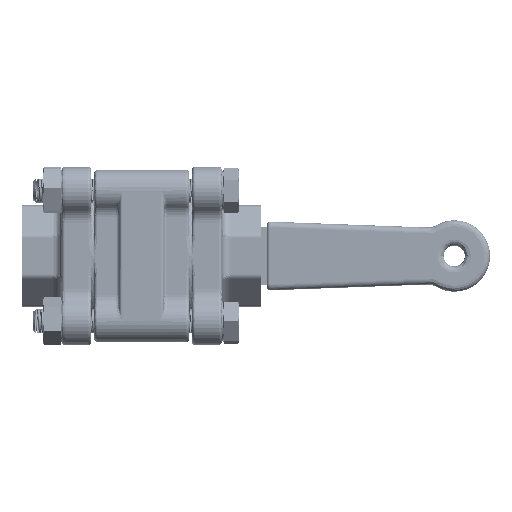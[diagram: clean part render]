
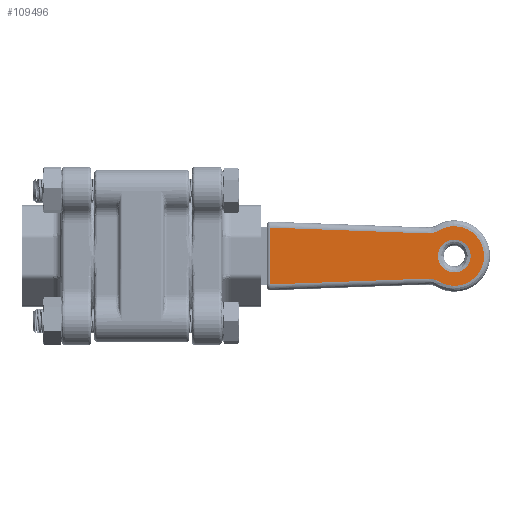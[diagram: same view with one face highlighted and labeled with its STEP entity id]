
A CAD part, front view. The second image highlights one B-rep face of the part: STEP entity #109496.
In plain terms, the highlighted planar face has unit normal (0, -1, 0).
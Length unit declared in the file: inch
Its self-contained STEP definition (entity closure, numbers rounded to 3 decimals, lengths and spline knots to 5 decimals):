
#723 = VERTEX_POINT ( 'NONE', #137140 ) ;
#1101 = ORIENTED_EDGE ( 'NONE', *, *, #83221, .F. ) ;
#1748 = EDGE_CURVE ( 'NONE', #53104, #79625, #54007, .T. ) ;
#2290 = CARTESIAN_POINT ( 'NONE',  ( 4.92126, 1.08268, -0.3937 ) ) ;
#2775 = ORIENTED_EDGE ( 'NONE', *, *, #1748, .F. ) ;
#4428 = EDGE_CURVE ( 'NONE', #108344, #41895, #97185, .T. ) ;
#6501 = VECTOR ( 'NONE', #110506, 39.37008 ) ;
#6612 = DIRECTION ( 'NONE',  ( 0., 1., 0. ) ) ;
#7486 = CARTESIAN_POINT ( 'NONE',  ( 4.13386, 1.08268, 0.21654 ) ) ;
#10744 = CARTESIAN_POINT ( 'NONE',  ( 4.13386, 1.08268, 0.3937 ) ) ;
#14519 = EDGE_LOOP ( 'NONE', ( #121170, #162562, #39973, #37949, #32133, #2775, #35068, #1101, #129676 ) ) ;
#20587 = CARTESIAN_POINT ( 'NONE',  ( 3.77971, 1.08268, -0.29875 ) ) ;
#22110 = CARTESIAN_POINT ( 'NONE',  ( 3.93153, 1.08268, -0.33773 ) ) ;
#25266 = EDGE_CURVE ( 'NONE', #67730, #58944, #88810, .T. ) ;
#25511 = CARTESIAN_POINT ( 'NONE',  ( 1.69291, 1.08268, 0.37599 ) ) ;
#32133 = ORIENTED_EDGE ( 'NONE', *, *, #65716, .F. ) ;
#32184 = CARTESIAN_POINT ( 'NONE',  ( 3.70079, 1.08268, 0.21654 ) ) ;
#33610 = CARTESIAN_POINT ( 'NONE',  ( 3.93153, 1.08268, 0.33773 ) ) ;
#35068 = ORIENTED_EDGE ( 'NONE', *, *, #144722, .F. ) ;
#35091 = CARTESIAN_POINT ( 'NONE',  ( 3.88847, 1.08268, -0.31194 ) ) ;
#37118 = CARTESIAN_POINT ( 'NONE',  ( 4.56693, 1.08268, -0.21654 ) ) ;
#37949 = ORIENTED_EDGE ( 'NONE', *, *, #88127, .F. ) ;
#39973 = ORIENTED_EDGE ( 'NONE', *, *, #25266, .F. ) ;
#40149 = DIRECTION ( 'NONE',  ( 0., 0., 1. ) ) ;
#40956 = EDGE_CURVE ( 'NONE', #41895, #108344, #71148, .T. ) ;
#41895 = VERTEX_POINT ( 'NONE', #91015 ) ;
#46189 = CARTESIAN_POINT ( 'NONE',  ( 4.13386, 1.08268, 0.21654 ) ) ;
#51091 = VECTOR ( 'NONE', #140721, 39.37008 ) ;
#53104 = VERTEX_POINT ( 'NONE', #104264 ) ;
#54007 =( BOUNDED_CURVE ( )  B_SPLINE_CURVE ( 3, ( #79284, #157286, #2290, #143266 ),
 .UNSPECIFIED., .F., .F. ) 
 B_SPLINE_CURVE_WITH_KNOTS ( ( 4, 4 ),
 ( 0., 1. ),
 .UNSPECIFIED. ) 
 CURVE ( )  GEOMETRIC_REPRESENTATION_ITEM ( )  RATIONAL_B_SPLINE_CURVE ( ( 1., 0.333, 0.333, 1. ) ) 
 REPRESENTATION_ITEM ( '' )  );
#56306 = CARTESIAN_POINT ( 'NONE',  ( 3.77971, 1.08268, -0.29875 ) ) ;
#58888 = CARTESIAN_POINT ( 'NONE',  ( 3.88544, 1.08268, 0.31012 ) ) ;
#58944 = VERTEX_POINT ( 'NONE', #56306 ) ;
#61865 = CARTESIAN_POINT ( 'NONE',  ( 4.13386, 1.08268, 0.21654 ) ) ;
#62928 = CARTESIAN_POINT ( 'NONE',  ( 4.13386, 1.08268, -0.21654 ) ) ;
#64788 = CARTESIAN_POINT ( 'NONE',  ( 3.7899, 1.08268, -0.29856 ) ) ;
#64907 = CARTESIAN_POINT ( 'NONE',  ( 3.7865, 1.08268, -0.29856 ) ) ;
#65716 = EDGE_CURVE ( 'NONE', #79625, #83665, #128405, .T. ) ;
#67730 = VERTEX_POINT ( 'NONE', #64788 ) ;
#67808 = CARTESIAN_POINT ( 'NONE',  ( 3.8334, 1.08268, 0.29676 ) ) ;
#68118 = VERTEX_POINT ( 'NONE', #146215 ) ;
#71148 =( BOUNDED_CURVE ( )  B_SPLINE_CURVE ( 3, ( #62928, #37118, #101103, #61865 ),
 .UNSPECIFIED., .F., .F. ) 
 B_SPLINE_CURVE_WITH_KNOTS ( ( 4, 4 ),
 ( 0., 1. ),
 .UNSPECIFIED. ) 
 CURVE ( )  GEOMETRIC_REPRESENTATION_ITEM ( )  RATIONAL_B_SPLINE_CURVE ( ( 1., 0.333, 0.333, 1. ) ) 
 REPRESENTATION_ITEM ( '' )  );
#76994 = CARTESIAN_POINT ( 'NONE',  ( 1.69291, 1.08268, 0.37599 ) ) ;
#79284 = CARTESIAN_POINT ( 'NONE',  ( 4.13386, 1.08268, 0.3937 ) ) ;
#79625 = VERTEX_POINT ( 'NONE', #136759 ) ;
#83044 = DIRECTION ( 'NONE',  ( 0., 0., 1. ) ) ;
#83221 = EDGE_CURVE ( 'NONE', #68118, #126151, #127076, .T. ) ;
#83665 = VERTEX_POINT ( 'NONE', #157156 ) ;
#85666 = CARTESIAN_POINT ( 'NONE',  ( 3.7899, 1.08268, -0.29856 ) ) ;
#86995 = LINE ( 'NONE', #20587, #6501 ) ;
#88127 = EDGE_CURVE ( 'NONE', #83665, #67730, #162044, .T. ) ;
#88810 =( BOUNDED_CURVE ( )  B_SPLINE_CURVE ( 3, ( #90753, #64907, #153688, #126848 ),
 .UNSPECIFIED., .F., .F. ) 
 B_SPLINE_CURVE_WITH_KNOTS ( ( 4, 4 ),
 ( 0., 1. ),
 .UNSPECIFIED. ) 
 CURVE ( )  GEOMETRIC_REPRESENTATION_ITEM ( )  RATIONAL_B_SPLINE_CURVE ( ( 1., 1., 1., 1. ) ) 
 REPRESENTATION_ITEM ( '' )  );
#90753 = CARTESIAN_POINT ( 'NONE',  ( 3.7899, 1.08268, -0.29856 ) ) ;
#91015 = CARTESIAN_POINT ( 'NONE',  ( 4.13386, 1.08268, -0.21654 ) ) ;
#92275 = EDGE_CURVE ( 'NONE', #155264, #68118, #115358, .T. ) ;
#97185 =( BOUNDED_CURVE ( )  B_SPLINE_CURVE ( 3, ( #7486, #32184, #147364, #146236 ),
 .UNSPECIFIED., .F., .F. ) 
 B_SPLINE_CURVE_WITH_KNOTS ( ( 4, 4 ),
 ( 0., 1. ),
 .UNSPECIFIED. ) 
 CURVE ( )  GEOMETRIC_REPRESENTATION_ITEM ( )  RATIONAL_B_SPLINE_CURVE ( ( 1., 0.333, 0.333, 1. ) ) 
 REPRESENTATION_ITEM ( '' )  );
#97858 = CARTESIAN_POINT ( 'NONE',  ( 3.99304, 1.08268, 0.37458 ) ) ;
#98440 = EDGE_CURVE ( 'NONE', #723, #155264, #153089, .T. ) ;
#100465 = CARTESIAN_POINT ( 'NONE',  ( 3.99304, 1.08268, -0.37458 ) ) ;
#101103 = CARTESIAN_POINT ( 'NONE',  ( 4.56693, 1.08268, 0.21654 ) ) ;
#104264 = CARTESIAN_POINT ( 'NONE',  ( 4.13386, 1.08268, 0.3937 ) ) ;
#105628 = AXIS2_PLACEMENT_3D ( 'NONE', #162192, #6612, #83044 ) ;
#107914 = EDGE_LOOP ( 'NONE', ( #110430, #110512 ) ) ;
#108344 = VERTEX_POINT ( 'NONE', #46189 ) ;
#108785 = VECTOR ( 'NONE', #40149, 39.37008 ) ;
#109058 = FACE_OUTER_BOUND ( 'NONE', #14519, .T. ) ;
#109496 = ADVANCED_FACE ( 'NONE', ( #109058, #137293 ), #160504, .F. ) ;
#110430 = ORIENTED_EDGE ( 'NONE', *, *, #4428, .F. ) ;
#110506 = DIRECTION ( 'NONE',  ( -0.999, 0., -0.037 ) ) ;
#110512 = ORIENTED_EDGE ( 'NONE', *, *, #40956, .F. ) ;
#111780 = CARTESIAN_POINT ( 'NONE',  ( 3.93153, 1.08268, -0.33773 ) ) ;
#115358 = LINE ( 'NONE', #25511, #51091 ) ;
#115721 = CARTESIAN_POINT ( 'NONE',  ( 4.06215, 1.08268, 0.3937 ) ) ;
#119467 = CARTESIAN_POINT ( 'NONE',  ( 3.93153, 1.08268, 0.33773 ) ) ;
#120643 = CARTESIAN_POINT ( 'NONE',  ( 3.77971, 1.08268, 0.29875 ) ) ;
#121170 = ORIENTED_EDGE ( 'NONE', *, *, #98440, .F. ) ;
#126151 = VERTEX_POINT ( 'NONE', #119467 ) ;
#126848 = CARTESIAN_POINT ( 'NONE',  ( 3.77971, 1.08268, -0.29875 ) ) ;
#127076 =( BOUNDED_CURVE ( )  B_SPLINE_CURVE ( 3, ( #120643, #67808, #58888, #33610 ),
 .UNSPECIFIED., .F., .F. ) 
 B_SPLINE_CURVE_WITH_KNOTS ( ( 4, 4 ),
 ( 0., 1. ),
 .UNSPECIFIED. ) 
 CURVE ( )  GEOMETRIC_REPRESENTATION_ITEM ( )  RATIONAL_B_SPLINE_CURVE ( ( 1., 0.972, 0.972, 1. ) ) 
 REPRESENTATION_ITEM ( '' )  );
#128405 =( BOUNDED_CURVE ( )  B_SPLINE_CURVE ( 3, ( #159499, #138722, #100465, #111780 ),
 .UNSPECIFIED., .F., .T. ) 
 B_SPLINE_CURVE_WITH_KNOTS ( ( 4, 4 ),
 ( 0., 1. ),
 .UNSPECIFIED. ) 
 CURVE ( )  GEOMETRIC_REPRESENTATION_ITEM ( )  RATIONAL_B_SPLINE_CURVE ( ( 1., 0.976, 0.976, 1. ) ) 
 REPRESENTATION_ITEM ( '' )  );
#129676 = ORIENTED_EDGE ( 'NONE', *, *, #92275, .F. ) ;
#130600 = CARTESIAN_POINT ( 'NONE',  ( 1.69291, 1.08268, -0.45624 ) ) ;
#131420 = EDGE_CURVE ( 'NONE', #58944, #723, #86995, .T. ) ;
#132920 =( BOUNDED_CURVE ( )  B_SPLINE_CURVE ( 3, ( #164090, #97858, #115721, #10744 ),
 .UNSPECIFIED., .F., .F. ) 
 B_SPLINE_CURVE_WITH_KNOTS ( ( 4, 4 ),
 ( 0., 1. ),
 .UNSPECIFIED. ) 
 CURVE ( )  GEOMETRIC_REPRESENTATION_ITEM ( )  RATIONAL_B_SPLINE_CURVE ( ( 1., 0.976, 0.976, 1. ) ) 
 REPRESENTATION_ITEM ( '' )  );
#136759 = CARTESIAN_POINT ( 'NONE',  ( 4.13386, 1.08268, -0.3937 ) ) ;
#137140 = CARTESIAN_POINT ( 'NONE',  ( 1.69291, 1.08268, -0.37599 ) ) ;
#137293 = FACE_BOUND ( 'NONE', #107914, .T. ) ;
#138722 = CARTESIAN_POINT ( 'NONE',  ( 4.06215, 1.08268, -0.3937 ) ) ;
#140721 = DIRECTION ( 'NONE',  ( 0.999, 0., -0.037 ) ) ;
#143266 = CARTESIAN_POINT ( 'NONE',  ( 4.13386, 1.08268, -0.3937 ) ) ;
#144722 = EDGE_CURVE ( 'NONE', #126151, #53104, #132920, .T. ) ;
#146215 = CARTESIAN_POINT ( 'NONE',  ( 3.77971, 1.08268, 0.29875 ) ) ;
#146236 = CARTESIAN_POINT ( 'NONE',  ( 4.13386, 1.08268, -0.21654 ) ) ;
#147364 = CARTESIAN_POINT ( 'NONE',  ( 3.70079, 1.08268, -0.21654 ) ) ;
#153089 = LINE ( 'NONE', #130600, #108785 ) ;
#153688 = CARTESIAN_POINT ( 'NONE',  ( 3.7831, 1.08268, -0.29862 ) ) ;
#155264 = VERTEX_POINT ( 'NONE', #76994 ) ;
#157156 = CARTESIAN_POINT ( 'NONE',  ( 3.93153, 1.08268, -0.33773 ) ) ;
#157286 = CARTESIAN_POINT ( 'NONE',  ( 4.92126, 1.08268, 0.3937 ) ) ;
#159499 = CARTESIAN_POINT ( 'NONE',  ( 4.13386, 1.08268, -0.3937 ) ) ;
#160504 = PLANE ( 'NONE',  #105628 ) ;
#162044 =( BOUNDED_CURVE ( )  B_SPLINE_CURVE ( 3, ( #22110, #35091, #163658, #85666 ),
 .UNSPECIFIED., .F., .F. ) 
 B_SPLINE_CURVE_WITH_KNOTS ( ( 4, 4 ),
 ( 0., 1. ),
 .UNSPECIFIED. ) 
 CURVE ( )  GEOMETRIC_REPRESENTATION_ITEM ( )  RATIONAL_B_SPLINE_CURVE ( ( 1., 0.976, 0.976, 1. ) ) 
 REPRESENTATION_ITEM ( '' )  );
#162192 = CARTESIAN_POINT ( 'NONE',  ( 4.13386, 1.08268, 0. ) ) ;
#162562 = ORIENTED_EDGE ( 'NONE', *, *, #131420, .F. ) ;
#163658 = CARTESIAN_POINT ( 'NONE',  ( 3.8401, 1.08268, -0.29856 ) ) ;
#164090 = CARTESIAN_POINT ( 'NONE',  ( 3.93153, 1.08268, 0.33773 ) ) ;
